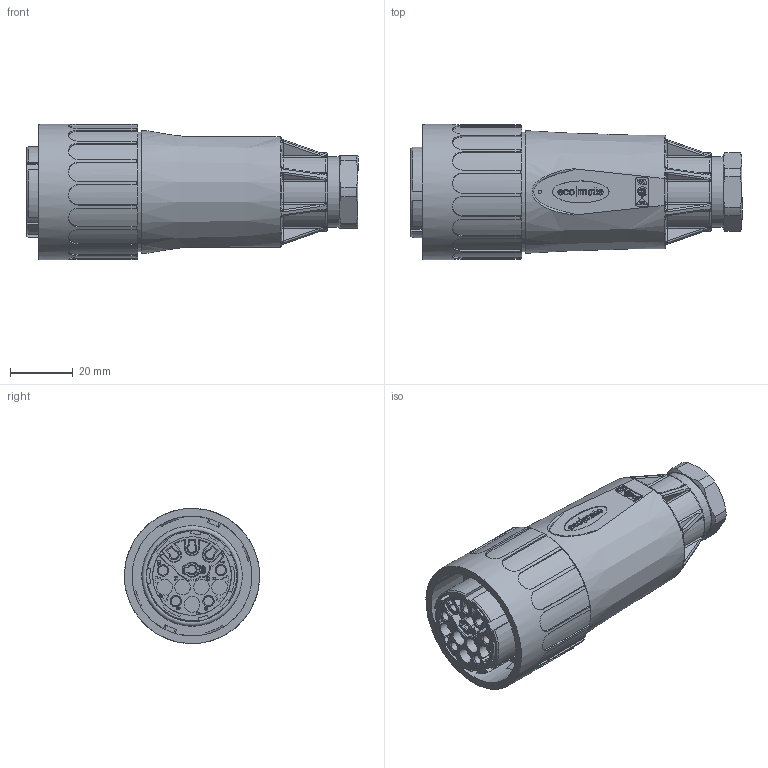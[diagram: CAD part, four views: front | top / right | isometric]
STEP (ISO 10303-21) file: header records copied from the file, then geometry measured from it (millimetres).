
FILE_DESCRIPTION(/* description */ (''),/* implementation_level */ '2;1');
FILE_NAME(/* name */ 'c016 10e012 004 2nxc001-02.stp',/* time_stamp */ '2021-11-22T14:10:00+01:00',/* author */ (''),/* organization */ (''),/* preprocessor_version */ 'ST-DEVELOPER v16.7',/* originating_system */ 'SIEMENS PLM Software NX 12.0',/* authorisation */ '');
FILE_SCHEMA (('AUTOMOTIVE_DESIGN { 1 0 10303 214 3 1 1 1 }'));
Products named in the file (15): c016 e23 041 e2nxm001-02; c016 e24 041 e2nxm001-01; drg 6-13x20_4nxs001-01; c016 g44 041 e2nxm001-01; n 16 160 0009nxm001-01; drrg 8pg16nxm001-01; org 29x1_5nxm001-01; dsrfl m3_0x12-g2inxm001-01; n 16 150 0003nxm001-01; n 16 150 0002nxm001-01; org 28x2nxm001-01; c016 g03 041 e2nxm001-11; c016 g01 041 e2nxm001-12; C016 10E012 004 2-02; c016 10e012 004 2nxc001-02
Assembly tree (15 placements, depth 3):
  c016 10e012 004 2nxc001-02
    C016 10E012 004 2-02
      c016 g01 041 e2nxm001-12
      c016 g03 041 e2nxm001-11
      org 28x2nxm001-01
      n 16 150 0002nxm001-01
      n 16 150 0003nxm001-01
      dsrfl m3_0x12-g2inxm001-01  x2
      org 29x1_5nxm001-01
      drrg 8pg16nxm001-01
      n 16 160 0009nxm001-01
      c016 g44 041 e2nxm001-01
      drg 6-13x20_4nxs001-01
      c016 e24 041 e2nxm001-01
      c016 e23 041 e2nxm001-02
Bounding box: 105.6 x 43 x 43 mm (x, y, z)
Volume: 115962.2 mm3; surface area: 38225 mm2
Topology: 4 solids, 4 shells, 2092 faces, 5394 edges, 3477 vertices
Faces by surface type: plane 1097, cylinder 497, bspline 156, extrusion 127, torus 90, cone 89, sphere 32, revolution 4
Full cylindrical faces by diameter (mm): 1 x1, 1.575 x3, 1.75 x9, 1.95 x3, 2.6 x9, 2.7 x9, 3 x8, 3.2 x9, 3.5 x2, 4 x9, 4.2 x9, 4.3 x9, 5 x6, 13 x1, 15.5 x1, 20.4 x1, 22.5 x1, 29 x1, 30.2 x1, 38 x1, 38.2 x1, 43 x1
Entity records: 73659 total; most frequent: CARTESIAN_POINT 21441, ORIENTED_EDGE 10414, DIRECTION 9118, EDGE_CURVE 5207, VERTEX_POINT 3447, AXIS2_PLACEMENT_3D 3143, VECTOR 2828, LINE 2701
